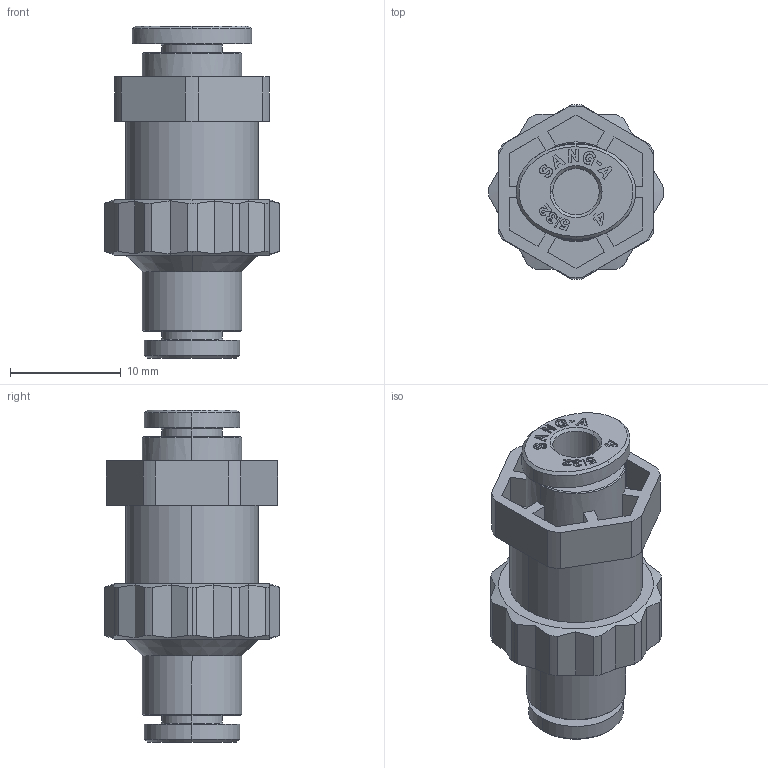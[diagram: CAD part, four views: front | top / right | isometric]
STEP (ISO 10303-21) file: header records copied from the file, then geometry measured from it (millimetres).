
FILE_DESCRIPTION (( 'STEP AP214' ), '1' );
FILE_NAME ('PPM04.stp', '2015-10-09T11:52:03', ( '' ), ( '' ), 'SwSTEP 2.0', 'SolidWorks 2015', '' );
FILE_SCHEMA (( 'AUTOMOTIVE_DESIGN' ));
Length unit declared in the file: millimetre
Products named in the file (2): PPM04; ｦ+ﾃｦ1
Assembly tree (1 placements, depth 2):
  PPM04
    ｦ+ﾃｦ1
Bounding box: 15.8 x 15.8 x 30 mm (x, y, z)
Volume: 2680.8 mm3; surface area: 2304.2 mm2
Topology: 1 solids, 1 shells, 851 faces, 2423 edges, 1612 vertices
Faces by surface type: plane 724, bspline 56, cylinder 51, cone 20
Entity records: 29538 total; most frequent: CARTESIAN_POINT 6715, ORIENTED_EDGE 4846, DIRECTION 3979, EDGE_CURVE 2423, LINE 2093, VECTOR 2093, VERTEX_POINT 1612, AXIS2_PLACEMENT_3D 943
